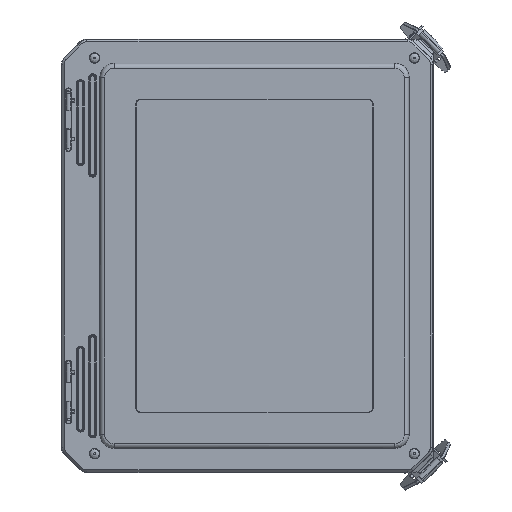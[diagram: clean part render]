
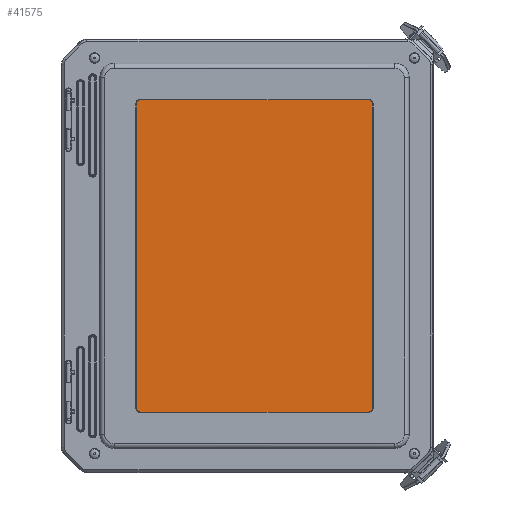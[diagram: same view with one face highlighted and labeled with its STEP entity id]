
A CAD part, top view. The second image highlights one B-rep face of the part: STEP entity #41575.
In plain terms, the highlighted planar face has unit normal (0, 0, 1).
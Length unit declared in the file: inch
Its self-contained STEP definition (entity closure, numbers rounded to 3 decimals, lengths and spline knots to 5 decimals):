
#15 = CARTESIAN_POINT ( 'NONE',  ( 2.99668, 4.115, 6.31229 ) ) ;
#1079 = CARTESIAN_POINT ( 'NONE',  ( 3.11168, -4., 6.31229 ) ) ;
#3905 = EDGE_CURVE ( 'NONE', #33597, #66979, #114725, .T. ) ;
#7704 = CARTESIAN_POINT ( 'NONE',  ( -3.00332, 4.115, 6.31229 ) ) ;
#8479 = CIRCLE ( 'NONE', #131809, 0.115 ) ;
#9599 = DIRECTION ( 'NONE',  ( -1., 0., 0. ) ) ;
#10009 = DIRECTION ( 'NONE',  ( 1., 0., 0. ) ) ;
#14351 = CARTESIAN_POINT ( 'NONE',  ( -3.00332, -4.115, 6.31229 ) ) ;
#20773 = VECTOR ( 'NONE', #123157, 39.37008 ) ;
#21762 = DIRECTION ( 'NONE',  ( -1., 0., 0. ) ) ;
#22076 = ORIENTED_EDGE ( 'NONE', *, *, #53351, .F. ) ;
#22119 = CARTESIAN_POINT ( 'NONE',  ( -3.11832, -4., 6.31229 ) ) ;
#23935 = CARTESIAN_POINT ( 'NONE',  ( 2.99668, -4., 6.31229 ) ) ;
#27543 = VERTEX_POINT ( 'NONE', #123350 ) ;
#27863 = CARTESIAN_POINT ( 'NONE',  ( 3.11168, -4., 6.31229 ) ) ;
#33597 = VERTEX_POINT ( 'NONE', #22119 ) ;
#38193 = DIRECTION ( 'NONE',  ( 0., -1., 0. ) ) ;
#38374 = CARTESIAN_POINT ( 'NONE',  ( 2.99668, -4.115, 6.31229 ) ) ;
#40033 = ORIENTED_EDGE ( 'NONE', *, *, #101649, .F. ) ;
#41575 = ADVANCED_FACE ( 'NONE', ( #66670 ), #104686, .F. ) ;
#44318 = ORIENTED_EDGE ( 'NONE', *, *, #46897, .F. ) ;
#44328 = DIRECTION ( 'NONE',  ( 0., 0., -1. ) ) ;
#45280 = EDGE_CURVE ( 'NONE', #58184, #63967, #77520, .T. ) ;
#46797 = VECTOR ( 'NONE', #10009, 39.37008 ) ;
#46897 = EDGE_CURVE ( 'NONE', #54408, #115568, #47577, .T. ) ;
#47577 = LINE ( 'NONE', #27863, #99311 ) ;
#49932 = LINE ( 'NONE', #14351, #108142 ) ;
#53351 = EDGE_CURVE ( 'NONE', #68940, #27543, #49932, .T. ) ;
#54408 = VERTEX_POINT ( 'NONE', #114822 ) ;
#57826 = ORIENTED_EDGE ( 'NONE', *, *, #94682, .F. ) ;
#58184 = VERTEX_POINT ( 'NONE', #7704 ) ;
#60978 = ORIENTED_EDGE ( 'NONE', *, *, #3905, .F. ) ;
#63082 = CARTESIAN_POINT ( 'NONE',  ( -3.00332, -4., 6.31229 ) ) ;
#63967 = VERTEX_POINT ( 'NONE', #130720 ) ;
#66670 = FACE_OUTER_BOUND ( 'NONE', #99463, .T. ) ;
#66730 = DIRECTION ( 'NONE',  ( 0., 0., -1. ) ) ;
#66979 = VERTEX_POINT ( 'NONE', #116748 ) ;
#68940 = VERTEX_POINT ( 'NONE', #38374 ) ;
#71240 = CARTESIAN_POINT ( 'NONE',  ( -3.11832, 4., 6.31229 ) ) ;
#72539 = DIRECTION ( 'NONE',  ( 0., 0., -1. ) ) ;
#74652 = DIRECTION ( 'NONE',  ( -1., 0., 0. ) ) ;
#76210 = DIRECTION ( 'NONE',  ( 0., 0., -1. ) ) ;
#77520 = LINE ( 'NONE', #15, #46797 ) ;
#81788 = CIRCLE ( 'NONE', #128375, 0.115 ) ;
#83788 = CARTESIAN_POINT ( 'NONE',  ( 2.99668, 4., 6.31229 ) ) ;
#85327 = CIRCLE ( 'NONE', #126753, 0.115 ) ;
#88695 = ORIENTED_EDGE ( 'NONE', *, *, #130966, .F. ) ;
#90061 = AXIS2_PLACEMENT_3D ( 'NONE', #23935, #44328, #74652 ) ;
#94682 = EDGE_CURVE ( 'NONE', #27543, #33597, #81788, .T. ) ;
#95040 = DIRECTION ( 'NONE',  ( 0., 0., -1. ) ) ;
#96070 = CARTESIAN_POINT ( 'NONE',  ( -3.00332, 4., 6.31229 ) ) ;
#97868 = DIRECTION ( 'NONE',  ( -1., 0., 0. ) ) ;
#99311 = VECTOR ( 'NONE', #38193, 39.37008 ) ;
#99463 = EDGE_LOOP ( 'NONE', ( #124456, #88695, #60978, #57826, #22076, #119688, #44318, #40033 ) ) ;
#101649 = EDGE_CURVE ( 'NONE', #63967, #54408, #85327, .T. ) ;
#104686 = PLANE ( 'NONE',  #130571 ) ;
#107520 = DIRECTION ( 'NONE',  ( -1., 0., 0. ) ) ;
#108142 = VECTOR ( 'NONE', #107520, 39.37008 ) ;
#112052 = EDGE_CURVE ( 'NONE', #115568, #68940, #134182, .T. ) ;
#113695 = CARTESIAN_POINT ( 'NONE',  ( -0.00332, 0., 6.31229 ) ) ;
#114725 = LINE ( 'NONE', #71240, #20773 ) ;
#114822 = CARTESIAN_POINT ( 'NONE',  ( 3.11168, 4., 6.31229 ) ) ;
#115568 = VERTEX_POINT ( 'NONE', #1079 ) ;
#116748 = CARTESIAN_POINT ( 'NONE',  ( -3.11832, 4., 6.31229 ) ) ;
#117746 = DIRECTION ( 'NONE',  ( -1., 0., 0. ) ) ;
#119688 = ORIENTED_EDGE ( 'NONE', *, *, #112052, .F. ) ;
#123157 = DIRECTION ( 'NONE',  ( 0., 1., 0. ) ) ;
#123350 = CARTESIAN_POINT ( 'NONE',  ( -3.00332, -4.115, 6.31229 ) ) ;
#124456 = ORIENTED_EDGE ( 'NONE', *, *, #45280, .F. ) ;
#126753 = AXIS2_PLACEMENT_3D ( 'NONE', #83788, #95040, #21762 ) ;
#128375 = AXIS2_PLACEMENT_3D ( 'NONE', #63082, #72539, #9599 ) ;
#130571 = AXIS2_PLACEMENT_3D ( 'NONE', #113695, #76210, #117746 ) ;
#130720 = CARTESIAN_POINT ( 'NONE',  ( 2.99668, 4.115, 6.31229 ) ) ;
#130966 = EDGE_CURVE ( 'NONE', #66979, #58184, #8479, .T. ) ;
#131809 = AXIS2_PLACEMENT_3D ( 'NONE', #96070, #66730, #97868 ) ;
#134182 = CIRCLE ( 'NONE', #90061, 0.115 ) ;
